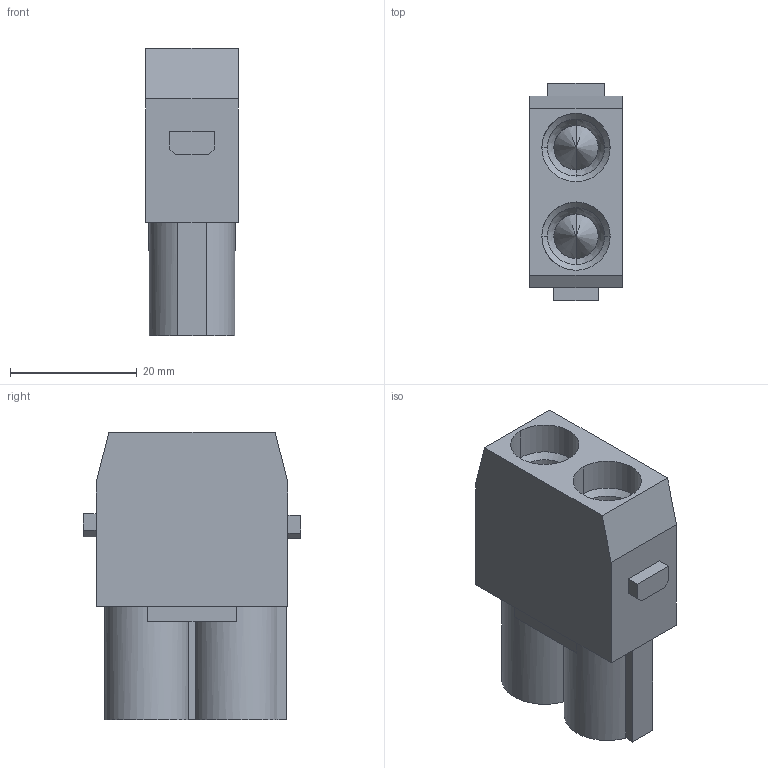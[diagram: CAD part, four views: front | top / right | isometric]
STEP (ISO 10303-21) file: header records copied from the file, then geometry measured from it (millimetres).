
FILE_DESCRIPTION(('CATIA V5 STEP Exchange','CAx-IF Rec.Pracs.--- Model Styling and Organization---1.4--- 2014-01-23'),'2;1');
FILE_NAME ('1255367-1_1', '2021-01-27T08:13:45+00:00', ('none'), ('Weidmueller'), 'CATIA Version 5-6 Release 2016 SP3 HF44', 'CATIA V5 STEP AP214', 'none');
FILE_SCHEMA(('AUTOMOTIVE_DESIGN { 1 0 10303 214 1 1 1 1 }'));
Length unit declared in the file: millimetre
Products named in the file (1): 2748300000
Bounding box: 14.6 x 34.4 x 45.45 mm (x, y, z)
Volume: 12860.9 mm3; surface area: 10428.7 mm2
Topology: 3 solids, 3 shells, 124 faces, 315 edges, 202 vertices
Faces by surface type: plane 48, cylinder 44, cone 24, sphere 8
Entity records: 3782 total; most frequent: CARTESIAN_POINT 903, ORIENTED_EDGE 614, DIRECTION 501, EDGE_CURVE 307, AXIS2_PLACEMENT_3D 227, VERTEX_POINT 202, VECTOR 165, LINE 165
